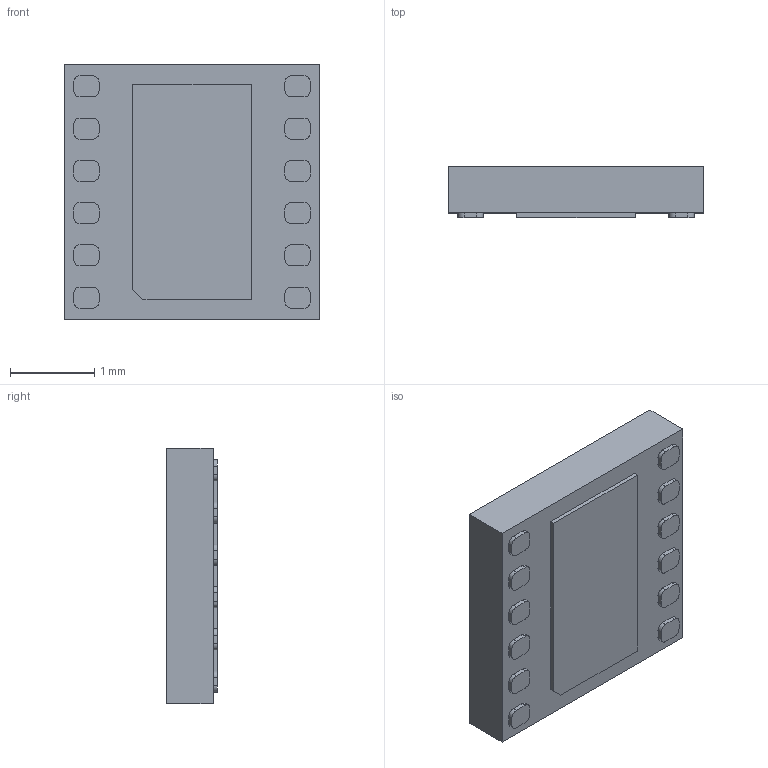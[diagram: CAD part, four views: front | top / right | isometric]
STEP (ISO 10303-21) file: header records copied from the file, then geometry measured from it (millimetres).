
FILE_DESCRIPTION (( 'STEP AP214' ), '1' );
FILE_NAME ('ST25DV64KC-JF6D3.STEP', '2024-01-30T05:27:17', ( 'LENOVO' ), ( '' ), 'SwSTEP 2.0', 'SolidWorks 2021', '' );
FILE_SCHEMA (( 'AUTOMOTIVE_DESIGN' ));
Length unit declared in the file: millimetre
Products named in the file (1): ST25DV64KC-JF6D3
Bounding box: 3.02 x 0.6 x 3.02 mm (x, y, z)
Volume: 5.3 mm3; surface area: 40.8 mm2
Topology: 15 solids, 15 shells, 254 faces, 630 edges, 420 vertices
Faces by surface type: plane 154, cylinder 100
Entity records: 7734 total; most frequent: DIRECTION 1340, CARTESIAN_POINT 1305, ORIENTED_EDGE 1260, EDGE_CURVE 630, AXIS2_PLACEMENT_3D 455, VECTOR 430, LINE 430, VERTEX_POINT 420
